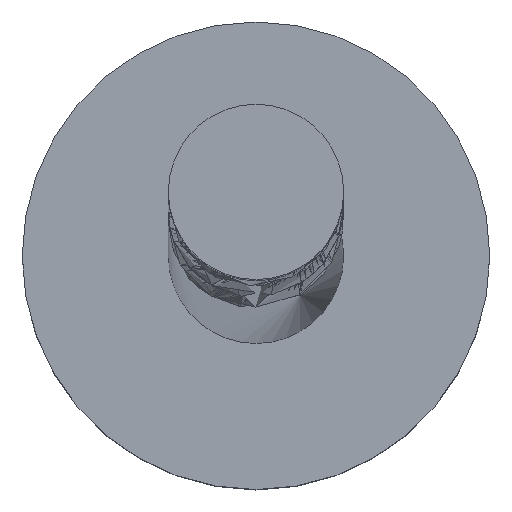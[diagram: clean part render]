
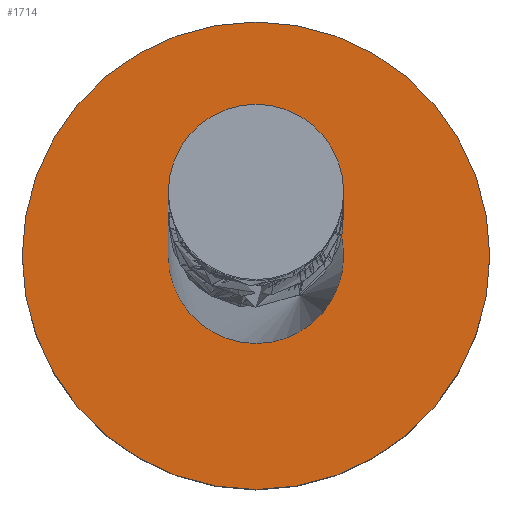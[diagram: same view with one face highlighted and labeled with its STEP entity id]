
A CAD part, top view. The second image highlights one B-rep face of the part: STEP entity #1714.
In plain terms, the highlighted planar face has unit normal (0, 0, 1).
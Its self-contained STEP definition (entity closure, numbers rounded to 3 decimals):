
#2 = PLANE ( 'NONE',  #1315 ) ;
#22 = CIRCLE ( 'NONE', #198, 2. ) ;
#198 = AXIS2_PLACEMENT_3D ( 'NONE', #382, #1382, #1089 ) ;
#223 = EDGE_CURVE ( 'NONE', #1083, #407, #501, .T. ) ;
#226 = CARTESIAN_POINT ( 'NONE',  ( 0., 0., 2. ) ) ;
#275 = CARTESIAN_POINT ( 'NONE',  ( 0., 0., 2. ) ) ;
#284 = CIRCLE ( 'NONE', #486, 0.75 ) ;
#311 = ORIENTED_EDGE ( 'NONE', *, *, #223, .F. ) ;
#379 = DIRECTION ( 'NONE',  ( 0., 0., 1. ) ) ;
#382 = CARTESIAN_POINT ( 'NONE',  ( 0., 0., 2. ) ) ;
#407 = VERTEX_POINT ( 'NONE', #1659 ) ;
#417 = ORIENTED_EDGE ( 'NONE', *, *, #444, .T. ) ;
#429 = CARTESIAN_POINT ( 'NONE',  ( 0., 0., 2. ) ) ;
#444 = EDGE_CURVE ( 'NONE', #1520, #637, #686, .T. ) ;
#486 = AXIS2_PLACEMENT_3D ( 'NONE', #275, #379, #1503 ) ;
#493 = DIRECTION ( 'NONE',  ( 1., 0., 0. ) ) ;
#501 = CIRCLE ( 'NONE', #1077, 0.75 ) ;
#529 = DIRECTION ( 'NONE',  ( 0., 0., 1. ) ) ;
#557 = FACE_OUTER_BOUND ( 'NONE', #1195, .T. ) ;
#566 = CARTESIAN_POINT ( 'NONE',  ( 0.75, 0., 2. ) ) ;
#637 = VERTEX_POINT ( 'NONE', #1261 ) ;
#666 = DIRECTION ( 'NONE',  ( 1., 0., 0. ) ) ;
#686 = CIRCLE ( 'NONE', #867, 2. ) ;
#703 = EDGE_LOOP ( 'NONE', ( #1273, #311 ) ) ;
#765 = EDGE_CURVE ( 'NONE', #407, #1083, #284, .T. ) ;
#867 = AXIS2_PLACEMENT_3D ( 'NONE', #226, #905, #493 ) ;
#905 = DIRECTION ( 'NONE',  ( 0., 0., 1. ) ) ;
#1034 = CARTESIAN_POINT ( 'NONE',  ( -2., 0., 2. ) ) ;
#1077 = AXIS2_PLACEMENT_3D ( 'NONE', #429, #1269, #1250 ) ;
#1083 = VERTEX_POINT ( 'NONE', #566 ) ;
#1089 = DIRECTION ( 'NONE',  ( 1., 0., 0. ) ) ;
#1111 = CARTESIAN_POINT ( 'NONE',  ( 0., 0., 2. ) ) ;
#1195 = EDGE_LOOP ( 'NONE', ( #417, #1625 ) ) ;
#1247 = FACE_BOUND ( 'NONE', #703, .T. ) ;
#1250 = DIRECTION ( 'NONE',  ( 1., 0., 0. ) ) ;
#1261 = CARTESIAN_POINT ( 'NONE',  ( 2., 0., 2. ) ) ;
#1269 = DIRECTION ( 'NONE',  ( 0., 0., 1. ) ) ;
#1273 = ORIENTED_EDGE ( 'NONE', *, *, #765, .F. ) ;
#1315 = AXIS2_PLACEMENT_3D ( 'NONE', #1111, #529, #666 ) ;
#1382 = DIRECTION ( 'NONE',  ( 0., 0., 1. ) ) ;
#1503 = DIRECTION ( 'NONE',  ( 1., 0., 0. ) ) ;
#1520 = VERTEX_POINT ( 'NONE', #1034 ) ;
#1589 = EDGE_CURVE ( 'NONE', #637, #1520, #22, .T. ) ;
#1625 = ORIENTED_EDGE ( 'NONE', *, *, #1589, .T. ) ;
#1659 = CARTESIAN_POINT ( 'NONE',  ( -0.75, 0., 2. ) ) ;
#1714 = ADVANCED_FACE ( 'NONE', ( #1247, #557 ), #2, .T. ) ;
